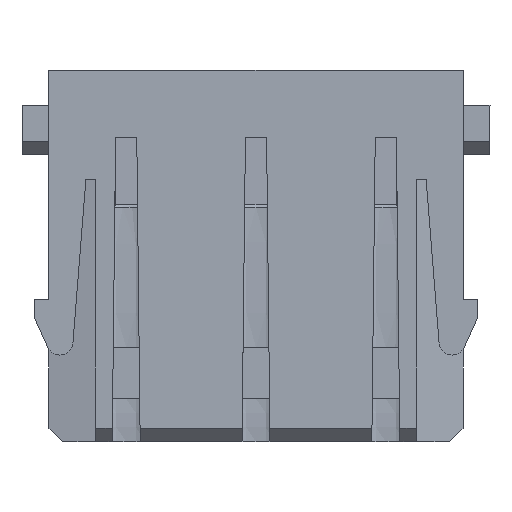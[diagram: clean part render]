
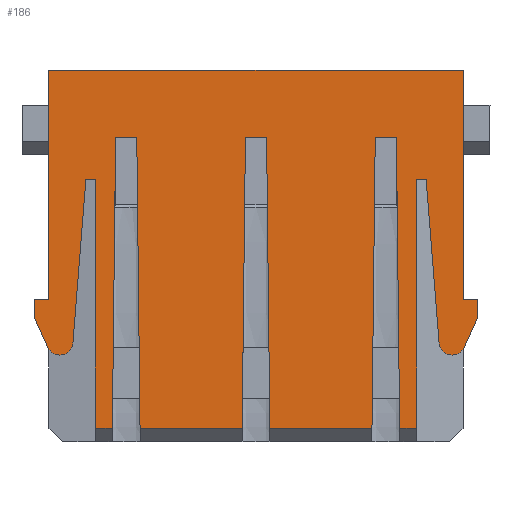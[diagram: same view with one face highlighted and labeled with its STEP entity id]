
A CAD part, front view. The second image highlights one B-rep face of the part: STEP entity #186.
In plain terms, the highlighted planar face has unit normal (0, -1, 0).
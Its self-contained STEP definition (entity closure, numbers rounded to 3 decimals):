
#132=CIRCLE('',#3241,0.961);
#133=CIRCLE('',#3242,0.961);
#186=ADVANCED_FACE('',(#459),#349,.F.);
#349=PLANE('',#3243);
#459=FACE_OUTER_BOUND('',#611,.T.);
#611=EDGE_LOOP('',(#949,#950,#951,#952,#953,#954,#955,#956,#957,#958,#959,
#960,#961,#962,#963,#964,#965,#966,#967,#968,#969,#970,#971,#972,#973,#974,
#975,#976,#977,#978));
#949=ORIENTED_EDGE('',*,*,#2160,.F.);
#950=ORIENTED_EDGE('',*,*,#2161,.T.);
#951=ORIENTED_EDGE('',*,*,#2162,.T.);
#952=ORIENTED_EDGE('',*,*,#2163,.F.);
#953=ORIENTED_EDGE('',*,*,#2164,.F.);
#954=ORIENTED_EDGE('',*,*,#2165,.F.);
#955=ORIENTED_EDGE('',*,*,#2050,.F.);
#956=ORIENTED_EDGE('',*,*,#2152,.F.);
#957=ORIENTED_EDGE('',*,*,#2074,.T.);
#958=ORIENTED_EDGE('',*,*,#2166,.T.);
#959=ORIENTED_EDGE('',*,*,#2167,.F.);
#960=ORIENTED_EDGE('',*,*,#2153,.F.);
#961=ORIENTED_EDGE('',*,*,#2062,.T.);
#962=ORIENTED_EDGE('',*,*,#2168,.T.);
#963=ORIENTED_EDGE('',*,*,#2169,.F.);
#964=ORIENTED_EDGE('',*,*,#2170,.F.);
#965=ORIENTED_EDGE('',*,*,#2171,.F.);
#966=ORIENTED_EDGE('',*,*,#2172,.F.);
#967=ORIENTED_EDGE('',*,*,#2173,.T.);
#968=ORIENTED_EDGE('',*,*,#2174,.T.);
#969=ORIENTED_EDGE('',*,*,#2175,.T.);
#970=ORIENTED_EDGE('',*,*,#2176,.F.);
#971=ORIENTED_EDGE('',*,*,#2177,.F.);
#972=ORIENTED_EDGE('',*,*,#2120,.F.);
#973=ORIENTED_EDGE('',*,*,#2178,.F.);
#974=ORIENTED_EDGE('',*,*,#2102,.T.);
#975=ORIENTED_EDGE('',*,*,#2179,.T.);
#976=ORIENTED_EDGE('',*,*,#2180,.T.);
#977=ORIENTED_EDGE('',*,*,#2181,.T.);
#978=ORIENTED_EDGE('',*,*,#2182,.F.);
#1749=VERTEX_POINT('',#4326);
#1750=VERTEX_POINT('',#4328);
#1761=VERTEX_POINT('',#4366);
#1762=VERTEX_POINT('',#4368);
#1773=VERTEX_POINT('',#4406);
#1774=VERTEX_POINT('',#4408);
#1801=VERTEX_POINT('',#4480);
#1802=VERTEX_POINT('',#4482);
#1819=VERTEX_POINT('',#4517);
#1820=VERTEX_POINT('',#4519);
#1848=VERTEX_POINT('',#4583);
#1854=VERTEX_POINT('',#4598);
#1855=VERTEX_POINT('',#4599);
#1856=VERTEX_POINT('',#4601);
#1857=VERTEX_POINT('',#4603);
#1858=VERTEX_POINT('',#4605);
#1859=VERTEX_POINT('',#4607);
#1860=VERTEX_POINT('',#4610);
#1861=VERTEX_POINT('',#4613);
#1862=VERTEX_POINT('',#4615);
#1863=VERTEX_POINT('',#4617);
#1864=VERTEX_POINT('',#4619);
#1865=VERTEX_POINT('',#4621);
#1866=VERTEX_POINT('',#4623);
#1867=VERTEX_POINT('',#4625);
#1868=VERTEX_POINT('',#4627);
#1869=VERTEX_POINT('',#4629);
#1870=VERTEX_POINT('',#4633);
#1871=VERTEX_POINT('',#4635);
#1872=VERTEX_POINT('',#4637);
#2050=EDGE_CURVE('',#1749,#1750,#2509,.T.);
#2062=EDGE_CURVE('',#1762,#1761,#2518,.T.);
#2074=EDGE_CURVE('',#1774,#1773,#2527,.T.);
#2102=EDGE_CURVE('',#1802,#1801,#2548,.T.);
#2120=EDGE_CURVE('',#1819,#1820,#2566,.T.);
#2152=EDGE_CURVE('',#1774,#1749,#2595,.T.);
#2153=EDGE_CURVE('',#1762,#1848,#2596,.T.);
#2160=EDGE_CURVE('',#1854,#1855,#2601,.T.);
#2161=EDGE_CURVE('',#1854,#1856,#2602,.T.);
#2162=EDGE_CURVE('',#1856,#1857,#2603,.T.);
#2163=EDGE_CURVE('',#1858,#1857,#2604,.T.);
#2164=EDGE_CURVE('',#1859,#1858,#2605,.T.);
#2165=EDGE_CURVE('',#1750,#1859,#2606,.T.);
#2166=EDGE_CURVE('',#1773,#1860,#2607,.T.);
#2167=EDGE_CURVE('',#1848,#1860,#2608,.T.);
#2168=EDGE_CURVE('',#1761,#1861,#2609,.T.);
#2169=EDGE_CURVE('',#1862,#1861,#2610,.T.);
#2170=EDGE_CURVE('',#1863,#1862,#2611,.T.);
#2171=EDGE_CURVE('',#1864,#1863,#2612,.T.);
#2172=EDGE_CURVE('',#1865,#1864,#2613,.T.);
#2173=EDGE_CURVE('',#1865,#1866,#2614,.T.);
#2174=EDGE_CURVE('',#1866,#1867,#132,.T.);
#2175=EDGE_CURVE('',#1867,#1868,#2615,.T.);
#2176=EDGE_CURVE('',#1869,#1868,#2616,.T.);
#2177=EDGE_CURVE('',#1820,#1869,#2617,.T.);
#2178=EDGE_CURVE('',#1802,#1819,#2618,.T.);
#2179=EDGE_CURVE('',#1801,#1870,#2619,.T.);
#2180=EDGE_CURVE('',#1870,#1871,#2620,.T.);
#2181=EDGE_CURVE('',#1871,#1872,#2621,.T.);
#2182=EDGE_CURVE('',#1855,#1872,#133,.T.);
#2509=LINE('',#4327,#2862);
#2518=LINE('',#4367,#2871);
#2527=LINE('',#4407,#2880);
#2548=LINE('',#4481,#2901);
#2566=LINE('',#4518,#2919);
#2595=LINE('',#4580,#2948);
#2596=LINE('',#4582,#2949);
#2601=LINE('',#4597,#2954);
#2602=LINE('',#4600,#2955);
#2603=LINE('',#4602,#2956);
#2604=LINE('',#4604,#2957);
#2605=LINE('',#4606,#2958);
#2606=LINE('',#4608,#2959);
#2607=LINE('',#4609,#2960);
#2608=LINE('',#4611,#2961);
#2609=LINE('',#4612,#2962);
#2610=LINE('',#4614,#2963);
#2611=LINE('',#4616,#2964);
#2612=LINE('',#4618,#2965);
#2613=LINE('',#4620,#2966);
#2614=LINE('',#4622,#2967);
#2615=LINE('',#4626,#2968);
#2616=LINE('',#4628,#2969);
#2617=LINE('',#4630,#2970);
#2618=LINE('',#4631,#2971);
#2619=LINE('',#4632,#2972);
#2620=LINE('',#4634,#2973);
#2621=LINE('',#4636,#2974);
#2862=VECTOR('',#3469,1.);
#2871=VECTOR('',#3484,1.);
#2880=VECTOR('',#3499,1.);
#2901=VECTOR('',#3538,1.);
#2919=VECTOR('',#3558,1.);
#2948=VECTOR('',#3597,1.);
#2949=VECTOR('',#3600,1.);
#2954=VECTOR('',#3613,1.);
#2955=VECTOR('',#3614,1.);
#2956=VECTOR('',#3615,1.);
#2957=VECTOR('',#3616,1.);
#2958=VECTOR('',#3617,1.);
#2959=VECTOR('',#3618,1.);
#2960=VECTOR('',#3619,1.);
#2961=VECTOR('',#3620,1.);
#2962=VECTOR('',#3621,1.);
#2963=VECTOR('',#3622,1.);
#2964=VECTOR('',#3623,1.);
#2965=VECTOR('',#3624,1.);
#2966=VECTOR('',#3625,1.);
#2967=VECTOR('',#3626,1.);
#2968=VECTOR('',#3629,1.);
#2969=VECTOR('',#3630,1.);
#2970=VECTOR('',#3631,1.);
#2971=VECTOR('',#3632,1.);
#2972=VECTOR('',#3633,1.);
#2973=VECTOR('',#3634,1.);
#2974=VECTOR('',#3635,1.);
#3241=AXIS2_PLACEMENT_3D('',#4624,#3627,#3628);
#3242=AXIS2_PLACEMENT_3D('',#4638,#3636,#3637);
#3243=AXIS2_PLACEMENT_3D('',#4639,#3638,#3639);
#3469=DIRECTION('',(-0.011,0.,1.));
#3484=DIRECTION('',(0.011,0.,1.));
#3499=DIRECTION('',(0.011,0.,1.));
#3538=DIRECTION('',(0.,0.,-1.));
#3558=DIRECTION('',(0.,0.,-1.));
#3597=DIRECTION('',(-1.,0.,0.));
#3600=DIRECTION('',(-1.,0.,0.));
#3613=DIRECTION('',(-0.079,0.,-0.997));
#3614=DIRECTION('',(1.,0.,0.));
#3615=DIRECTION('',(0.,0.,-1.));
#3616=DIRECTION('',(-1.,0.,0.));
#3617=DIRECTION('',(-0.011,0.,-1.));
#3618=DIRECTION('',(-1.,0.,0.));
#3619=DIRECTION('',(1.,0.,0.));
#3620=DIRECTION('',(-0.011,0.,1.));
#3621=DIRECTION('',(1.,0.,0.));
#3622=DIRECTION('',(-0.011,0.,1.));
#3623=DIRECTION('',(-1.,0.,0.));
#3624=DIRECTION('',(0.,0.,-1.));
#3625=DIRECTION('',(-1.,0.,0.));
#3626=DIRECTION('',(0.079,0.,-0.997));
#3627=DIRECTION('',(0.,-1.,0.));
#3628=DIRECTION('',(-1.,0.,0.));
#3629=DIRECTION('',(0.415,0.,0.91));
#3630=DIRECTION('',(0.,0.,-1.));
#3631=DIRECTION('',(1.,0.,0.));
#3632=DIRECTION('',(1.,0.,0.));
#3633=DIRECTION('',(-1.,0.,0.));
#3634=DIRECTION('',(0.,0.,-1.));
#3635=DIRECTION('',(0.415,0.,-0.91));
#3636=DIRECTION('',(0.,1.,0.));
#3637=DIRECTION('',(-1.,0.,0.));
#3638=DIRECTION('',(0.,1.,0.));
#3639=DIRECTION('',(1.,0.,0.));
#4326=CARTESIAN_POINT('',(-8.486,-7.3,-26.2));
#4327=CARTESIAN_POINT('',(-8.781,-7.3,0.071));
#4328=CARTESIAN_POINT('',(-8.725,-7.3,-4.9));
#4366=CARTESIAN_POINT('',(8.725,-7.3,-4.9));
#4367=CARTESIAN_POINT('',(8.777,-7.3,-0.268));
#4368=CARTESIAN_POINT('',(8.486,-7.3,-26.2));
#4406=CARTESIAN_POINT('',(-0.775,-7.3,-4.9));
#4407=CARTESIAN_POINT('',(-0.722,-7.3,-0.162));
#4408=CARTESIAN_POINT('',(-1.014,-7.3,-26.2));
#4480=CARTESIAN_POINT('',(-15.15,-7.3,-16.75));
#4481=CARTESIAN_POINT('',(-15.15,-7.3,0.));
#4482=CARTESIAN_POINT('',(-15.15,-7.3,0.));
#4517=CARTESIAN_POINT('',(15.15,-7.3,0.));
#4518=CARTESIAN_POINT('',(15.15,-7.3,0.));
#4519=CARTESIAN_POINT('',(15.15,-7.3,-16.75));
#4580=CARTESIAN_POINT('',(-15.15,-7.3,-26.2));
#4582=CARTESIAN_POINT('',(-15.15,-7.3,-26.2));
#4583=CARTESIAN_POINT('',(1.014,-7.3,-26.2));
#4597=CARTESIAN_POINT('',(-13.396,-7.3,-19.965));
#4598=CARTESIAN_POINT('',(-12.45,-7.3,-8.));
#4599=CARTESIAN_POINT('',(-13.396,-7.3,-19.965));
#4600=CARTESIAN_POINT('',(-12.45,-7.3,-8.));
#4601=CARTESIAN_POINT('',(-11.75,-7.3,-8.));
#4602=CARTESIAN_POINT('',(-11.75,-7.3,5.8));
#4603=CARTESIAN_POINT('',(-11.75,-7.3,-26.2));
#4604=CARTESIAN_POINT('',(-15.15,-7.3,-26.2));
#4605=CARTESIAN_POINT('',(-10.514,-7.3,-26.2));
#4606=CARTESIAN_POINT('',(-10.221,-7.3,-0.055));
#4607=CARTESIAN_POINT('',(-10.275,-7.3,-4.9));
#4608=CARTESIAN_POINT('',(-15.15,-7.3,-4.9));
#4609=CARTESIAN_POINT('',(-15.15,-7.3,-4.9));
#4610=CARTESIAN_POINT('',(0.775,-7.3,-4.9));
#4611=CARTESIAN_POINT('',(1.025,-7.3,-27.2));
#4612=CARTESIAN_POINT('',(-15.15,-7.3,-4.9));
#4613=CARTESIAN_POINT('',(10.275,-7.3,-4.9));
#4614=CARTESIAN_POINT('',(10.525,-7.3,-27.2));
#4615=CARTESIAN_POINT('',(10.514,-7.3,-26.2));
#4616=CARTESIAN_POINT('',(-15.15,-7.3,-26.2));
#4617=CARTESIAN_POINT('',(11.75,-7.3,-26.2));
#4618=CARTESIAN_POINT('',(11.75,-7.3,0.));
#4619=CARTESIAN_POINT('',(11.75,-7.3,-8.));
#4620=CARTESIAN_POINT('',(12.45,-7.3,-8.));
#4621=CARTESIAN_POINT('',(12.45,-7.3,-8.));
#4622=CARTESIAN_POINT('',(11.65,-7.3,2.119));
#4623=CARTESIAN_POINT('',(13.396,-7.3,-19.965));
#4624=CARTESIAN_POINT('',(14.354,-7.3,-19.889));
#4625=CARTESIAN_POINT('',(15.229,-7.3,-20.287));
#4626=CARTESIAN_POINT('',(17.66,-7.3,-14.952));
#4627=CARTESIAN_POINT('',(16.2,-7.3,-18.156));
#4628=CARTESIAN_POINT('',(16.2,-7.3,5.8));
#4629=CARTESIAN_POINT('',(16.2,-7.3,-16.75));
#4630=CARTESIAN_POINT('',(15.15,-7.3,-16.75));
#4631=CARTESIAN_POINT('',(-15.15,-7.3,0.));
#4632=CARTESIAN_POINT('',(-15.15,-7.3,-16.75));
#4633=CARTESIAN_POINT('',(-16.2,-7.3,-16.75));
#4634=CARTESIAN_POINT('',(-16.2,-7.3,0.));
#4635=CARTESIAN_POINT('',(-16.2,-7.3,-18.156));
#4636=CARTESIAN_POINT('',(-22.871,-7.3,-3.518));
#4637=CARTESIAN_POINT('',(-15.229,-7.3,-20.287));
#4638=CARTESIAN_POINT('',(-14.354,-7.3,-19.889));
#4639=CARTESIAN_POINT('',(-15.15,-7.3,0.));
